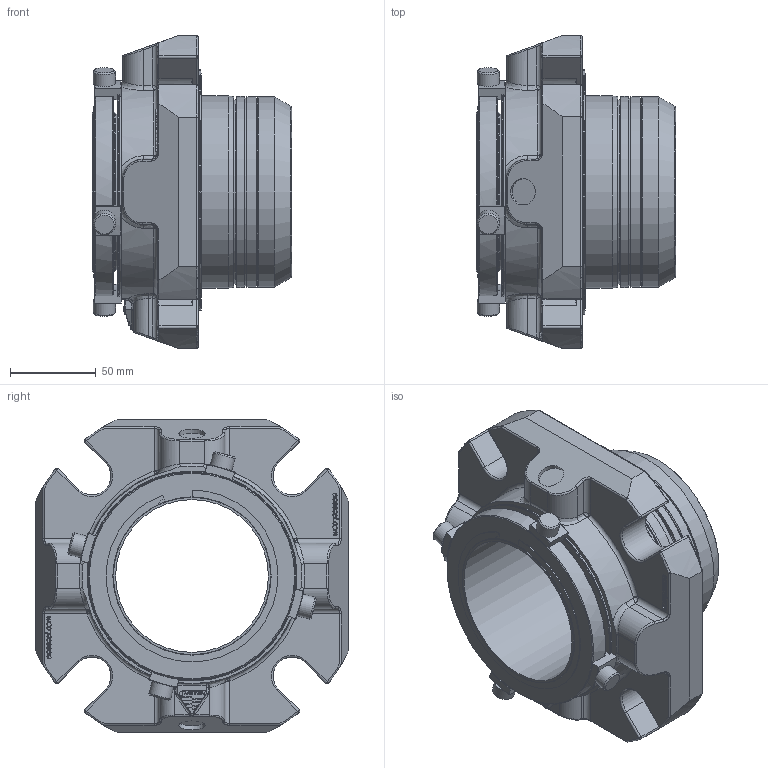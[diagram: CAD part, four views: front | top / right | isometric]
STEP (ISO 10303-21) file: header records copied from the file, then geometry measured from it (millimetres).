
FILE_DESCRIPTION(/* description */ ('Unknown'),/* implementation_level */ '2;1');
FILE_NAME(/* name */ '3.500',/* time_stamp */ '2023-01-30T16:12:41+00:00',/* author */ ('Unknown'),/* organization */ ('Unknown'),/* preprocessor_version */ 'ST-DEVELOPER v16.7',/* originating_system */ 'Solid Edge',/* authorisation */ 'Unknown');
FILE_SCHEMA (('AUTOMOTIVE_DESIGN {1 0 10303 214 3 1 1}'));
Length unit declared in the file: millimetre
Products named in the file (1): 3.500
Bounding box: 115.93 x 182.12 x 182.12 mm (x, y, z)
Volume: 936958.4 mm3; surface area: 157034.4 mm2
Topology: 1 solids, 1 shells, 1003 faces, 2611 edges, 1611 vertices
Faces by surface type: cylinder 327, plane 276, bspline 231, torus 106, cone 37, sphere 26
Full cylindrical faces by diameter (mm): 2.194 x1, 13 x4, 15.342 x2, 88.9 x1, 91.338 x1, 92.05 x1, 92.888 x1, 107.442 x2, 109.779 x1, 110.744 x2, 111.15 x1, 111.912 x1, 120.65 x2, 122.174 x1, 131.877 x1, 133.35 x1, 137.312 x1, 137.465 x1, 137.82 x1, 138 x1, 138.481 x1, 138.735 x1
Entity records: 35150 total; most frequent: CARTESIAN_POINT 12410, ORIENTED_EDGE 4982, DIRECTION 4308, EDGE_CURVE 2491, AXIS2_PLACEMENT_3D 1626, VERTEX_POINT 1583, EDGE_LOOP 1122, FACE_BOUND 1122
